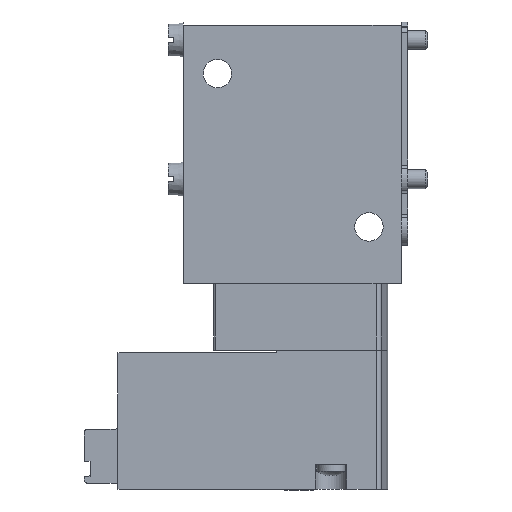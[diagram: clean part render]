
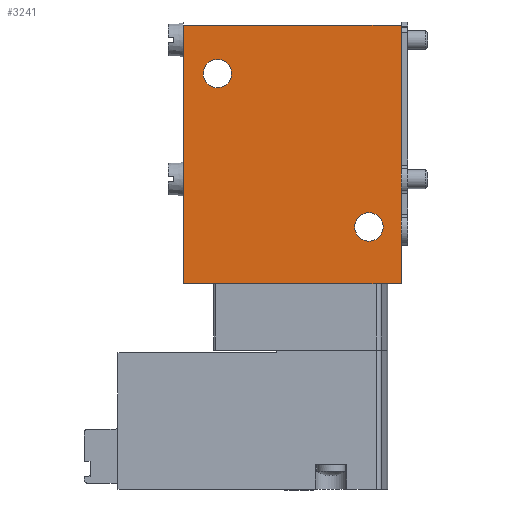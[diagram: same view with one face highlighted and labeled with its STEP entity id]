
A CAD part, left-side view. The second image highlights one B-rep face of the part: STEP entity #3241.
In plain terms, the highlighted planar face has unit normal (-1, 0, 0).
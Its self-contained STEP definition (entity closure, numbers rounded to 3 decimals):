
#190=LINE('',#5433,#449);
#193=LINE('',#5443,#452);
#194=LINE('',#5445,#453);
#195=LINE('',#5447,#454);
#449=VECTOR('',#4392,1000.);
#452=VECTOR('',#4401,1000.);
#453=VECTOR('',#4402,1000.);
#454=VECTOR('',#4403,1000.);
#733=ORIENTED_EDGE('',*,*,#1607,.T.);
#734=ORIENTED_EDGE('',*,*,#1608,.T.);
#735=ORIENTED_EDGE('',*,*,#1609,.T.);
#736=ORIENTED_EDGE('',*,*,#1610,.F.);
#737=ORIENTED_EDGE('',*,*,#1611,.F.);
#738=ORIENTED_EDGE('',*,*,#1604,.T.);
#1604=EDGE_CURVE('',#2041,#2040,#190,.T.);
#1607=EDGE_CURVE('',#2043,#2043,#2345,.T.);
#1608=EDGE_CURVE('',#2044,#2044,#2346,.T.);
#1609=EDGE_CURVE('',#2040,#2045,#193,.T.);
#1610=EDGE_CURVE('',#2046,#2045,#194,.T.);
#1611=EDGE_CURVE('',#2041,#2046,#195,.T.);
#2040=VERTEX_POINT('',#5432);
#2041=VERTEX_POINT('',#5434);
#2043=VERTEX_POINT('',#5440);
#2044=VERTEX_POINT('',#5442);
#2045=VERTEX_POINT('',#5444);
#2046=VERTEX_POINT('',#5446);
#2345=CIRCLE('',#3977,1.5);
#2346=CIRCLE('',#3978,1.5);
#2495=EDGE_LOOP('',(#733));
#2496=EDGE_LOOP('',(#734));
#2497=EDGE_LOOP('',(#735,#736,#737,#738));
#2808=FACE_BOUND('',#2495,.T.);
#2809=FACE_BOUND('',#2496,.T.);
#2810=FACE_BOUND('',#2497,.T.);
#3118=PLANE('',#3976);
#3241=ADVANCED_FACE('',(#2808,#2809,#2810),#3118,.F.);
#3976=AXIS2_PLACEMENT_3D('',#5438,#4395,#4396);
#3977=AXIS2_PLACEMENT_3D('',#5439,#4397,#4398);
#3978=AXIS2_PLACEMENT_3D('',#5441,#4399,#4400);
#4392=DIRECTION('',(0.,-1.,0.));
#4395=DIRECTION('',(1.,0.,0.));
#4396=DIRECTION('',(0.,0.,-1.));
#4397=DIRECTION('',(1.,0.,0.));
#4398=DIRECTION('',(0.,0.,-1.));
#4399=DIRECTION('',(1.,0.,0.));
#4400=DIRECTION('',(0.,0.,-1.));
#4401=DIRECTION('',(0.,0.,1.));
#4402=DIRECTION('',(0.,-1.,0.));
#4403=DIRECTION('',(0.,0.,1.));
#5432=CARTESIAN_POINT('',(-7.,0.,-27.3));
#5433=CARTESIAN_POINT('',(-7.,23.,-27.3));
#5434=CARTESIAN_POINT('',(-7.,23.,-27.3));
#5438=CARTESIAN_POINT('',(-7.,23.,-27.3));
#5439=CARTESIAN_POINT('',(-7.,3.4,-21.3));
#5440=CARTESIAN_POINT('',(-7.,3.4,-22.8));
#5441=CARTESIAN_POINT('',(-7.,19.4,-5.1));
#5442=CARTESIAN_POINT('',(-7.,19.4,-6.6));
#5443=CARTESIAN_POINT('',(-7.,0.,-27.3));
#5444=CARTESIAN_POINT('',(-7.,0.,0.));
#5445=CARTESIAN_POINT('',(-7.,23.,0.));
#5446=CARTESIAN_POINT('',(-7.,23.,0.));
#5447=CARTESIAN_POINT('',(-7.,23.,-27.3));
